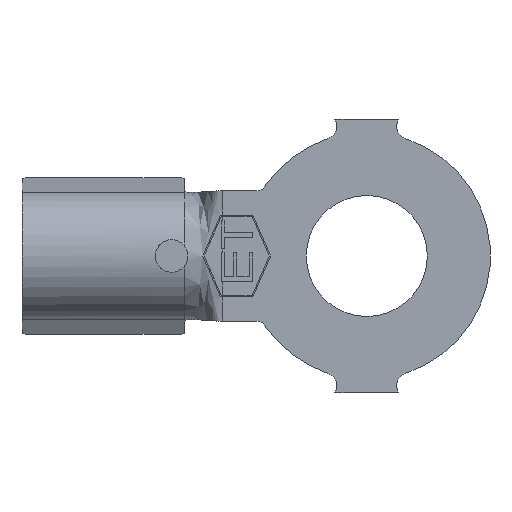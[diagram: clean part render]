
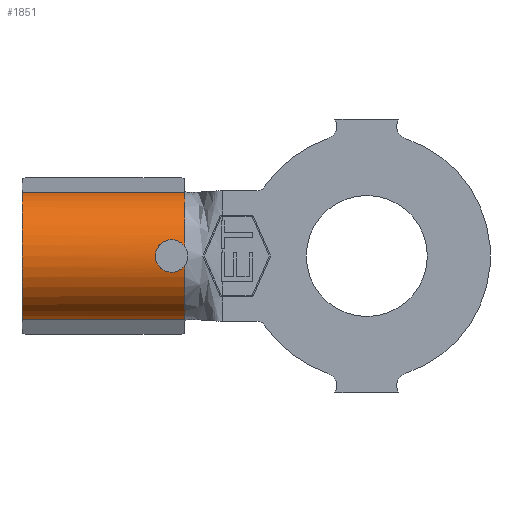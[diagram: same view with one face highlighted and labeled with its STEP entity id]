
A CAD part, front view. The second image highlights one B-rep face of the part: STEP entity #1851.
In plain terms, the highlighted cylindrical face has radius 1.27 mm (diameter 2.54 mm), a partial arc.
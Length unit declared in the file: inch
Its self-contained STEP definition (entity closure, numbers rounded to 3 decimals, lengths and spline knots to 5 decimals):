
#1 = ORIENTED_EDGE ( 'NONE', *, *, #755, .T. ) ;
#170 = CARTESIAN_POINT ( 'NONE',  ( -0.14, 0.00057, -0.0075 ) ) ;
#180 = CARTESIAN_POINT ( 'NONE',  ( -0.14233, 0.00104, -0.01061 ) ) ;
#255 = CARTESIAN_POINT ( 'NONE',  ( -0.1625, 0., 0.00327 ) ) ;
#269 = CARTESIAN_POINT ( 'NONE',  ( -0.14611, 0.00159, -0.0125 ) ) ;
#294 = CARTESIAN_POINT ( 'NONE',  ( -0.15, 0.00159, -0.0125 ) ) ;
#354 = FACE_OUTER_BOUND ( 'NONE', #1443, .T. ) ;
#357 = DIRECTION ( 'NONE',  ( 0., 0., -1. ) ) ;
#376 = CARTESIAN_POINT ( 'NONE',  ( -0.15, 0.00159, 0.0125 ) ) ;
#394 = CARTESIAN_POINT ( 'NONE',  ( -0.14612, 0.00159, 0.0125 ) ) ;
#395 = DIRECTION ( 'NONE',  ( 1., 0., 0. ) ) ;
#411 = EDGE_CURVE ( 'NONE', #3431, #3549, #579, .T. ) ;
#414 = CARTESIAN_POINT ( 'NONE',  ( -0.265, 0.05, 0. ) ) ;
#451 = B_SPLINE_CURVE_WITH_KNOTS ( 'NONE', 3,
 ( #3631, #1003, #683, #669, #255, #1456, #732, #3151, #3117, #2762 ),
 .UNSPECIFIED., .F., .F.,
 ( 4, 2, 2, 2, 4 ),
 ( 0.00029, 0.00054, 0.00079, 0.00104, 0.00129 ),
 .UNSPECIFIED. ) ;
#502 = CIRCLE ( 'NONE', #1887, 0.05 ) ;
#555 = CARTESIAN_POINT ( 'NONE',  ( -0.14, 0.00057, 0.0075 ) ) ;
#579 = B_SPLINE_CURVE_WITH_KNOTS ( 'NONE', 3,
 ( #555, #712, #394, #376 ),
 .UNSPECIFIED., .F., .F.,
 ( 4, 4 ),
 ( 0., 0.00029 ),
 .UNSPECIFIED. ) ;
#595 = DIRECTION ( 'NONE',  ( 0., 0., -1. ) ) ;
#608 = EDGE_CURVE ( 'NONE', #3264, #1625, #2149, .T. ) ;
#669 = CARTESIAN_POINT ( 'NONE',  ( -0.16115, 0.00037, 0.00652 ) ) ;
#683 = CARTESIAN_POINT ( 'NONE',  ( -0.15653, 0.0012, 0.01115 ) ) ;
#712 = CARTESIAN_POINT ( 'NONE',  ( -0.14234, 0.00104, 0.01061 ) ) ;
#722 = EDGE_CURVE ( 'NONE', #1625, #2476, #502, .T. ) ;
#732 = CARTESIAN_POINT ( 'NONE',  ( -0.16115, 0.00037, -0.00653 ) ) ;
#755 = EDGE_CURVE ( 'NONE', #3774, #1885, #2082, .T. ) ;
#888 = DIRECTION ( 'NONE',  ( 1., 0., 0. ) ) ;
#900 = DIRECTION ( 'NONE',  ( 1., 0., 0. ) ) ;
#907 = CARTESIAN_POINT ( 'NONE',  ( -0.14, 0.05, 0. ) ) ;
#1003 = CARTESIAN_POINT ( 'NONE',  ( -0.15328, 0.00159, 0.0125 ) ) ;
#1040 = DIRECTION ( 'NONE',  ( 0., 0., -1. ) ) ;
#1083 = AXIS2_PLACEMENT_3D ( 'NONE', #414, #395, #357 ) ;
#1100 = ORIENTED_EDGE ( 'NONE', *, *, #1190, .T. ) ;
#1120 = AXIS2_PLACEMENT_3D ( 'NONE', #2626, #2585, #2572 ) ;
#1131 = EDGE_CURVE ( 'NONE', #3774, #2022, #2754, .T. ) ;
#1148 = DIRECTION ( 'NONE',  ( 1., 0., 0. ) ) ;
#1178 = CARTESIAN_POINT ( 'NONE',  ( -0.14, 0.05, 0. ) ) ;
#1190 = EDGE_CURVE ( 'NONE', #1885, #2476, #1729, .T. ) ;
#1201 = CYLINDRICAL_SURFACE ( 'NONE', #1083, 0.05 ) ;
#1221 = ORIENTED_EDGE ( 'NONE', *, *, #722, .F. ) ;
#1285 = EDGE_CURVE ( 'NONE', #3549, #3264, #451, .T. ) ;
#1441 = CARTESIAN_POINT ( 'NONE',  ( -0.15, 0.00159, 0.0125 ) ) ;
#1443 = EDGE_LOOP ( 'NONE', ( #3924, #2381, #4026, #1, #1100, #1221, #3886, #2432 ) ) ;
#1456 = CARTESIAN_POINT ( 'NONE',  ( -0.1625, 0., -0.00327 ) ) ;
#1465 = CARTESIAN_POINT ( 'NONE',  ( -0.265, 0.03898, 0.04877 ) ) ;
#1625 = VERTEX_POINT ( 'NONE', #2852 ) ;
#1729 = LINE ( 'NONE', #2965, #3316 ) ;
#1851 = ADVANCED_FACE ( 'NONE', ( #354 ), #1201, .T. ) ;
#1885 = VERTEX_POINT ( 'NONE', #2616 ) ;
#1887 = AXIS2_PLACEMENT_3D ( 'NONE', #907, #888, #595 ) ;
#1896 = DIRECTION ( 'NONE',  ( 1., 0., 0. ) ) ;
#2009 = CARTESIAN_POINT ( 'NONE',  ( -0.14, 0.00057, 0.0075 ) ) ;
#2022 = VERTEX_POINT ( 'NONE', #2220 ) ;
#2082 = CIRCLE ( 'NONE', #1120, 0.05 ) ;
#2149 = B_SPLINE_CURVE_WITH_KNOTS ( 'NONE', 3,
 ( #294, #269, #180, #170 ),
 .UNSPECIFIED., .F., .F.,
 ( 4, 4 ),
 ( 0.00129, 0.00159 ),
 .UNSPECIFIED. ) ;
#2220 = CARTESIAN_POINT ( 'NONE',  ( -0.14, 0.03898, 0.04877 ) ) ;
#2282 = AXIS2_PLACEMENT_3D ( 'NONE', #1178, #1148, #1040 ) ;
#2381 = ORIENTED_EDGE ( 'NONE', *, *, #3783, .F. ) ;
#2432 = ORIENTED_EDGE ( 'NONE', *, *, #1285, .F. ) ;
#2476 = VERTEX_POINT ( 'NONE', #3838 ) ;
#2572 = DIRECTION ( 'NONE',  ( 0., 0., -1. ) ) ;
#2585 = DIRECTION ( 'NONE',  ( 1., 0., 0. ) ) ;
#2616 = CARTESIAN_POINT ( 'NONE',  ( -0.265, 0.03898, -0.04877 ) ) ;
#2626 = CARTESIAN_POINT ( 'NONE',  ( -0.265, 0.05, 0. ) ) ;
#2754 = LINE ( 'NONE', #1465, #3773 ) ;
#2762 = CARTESIAN_POINT ( 'NONE',  ( -0.15, 0.00159, -0.0125 ) ) ;
#2850 = CIRCLE ( 'NONE', #2282, 0.05 ) ;
#2852 = CARTESIAN_POINT ( 'NONE',  ( -0.14, 0.00057, -0.0075 ) ) ;
#2965 = CARTESIAN_POINT ( 'NONE',  ( -0.265, 0.03898, -0.04877 ) ) ;
#2971 = CARTESIAN_POINT ( 'NONE',  ( -0.265, 0.03898, 0.04877 ) ) ;
#2986 = CARTESIAN_POINT ( 'NONE',  ( -0.15, 0.00159, -0.0125 ) ) ;
#3117 = CARTESIAN_POINT ( 'NONE',  ( -0.15329, 0.00159, -0.0125 ) ) ;
#3151 = CARTESIAN_POINT ( 'NONE',  ( -0.15653, 0.0012, -0.01115 ) ) ;
#3264 = VERTEX_POINT ( 'NONE', #2986 ) ;
#3316 = VECTOR ( 'NONE', #1896, 39.37008 ) ;
#3431 = VERTEX_POINT ( 'NONE', #2009 ) ;
#3549 = VERTEX_POINT ( 'NONE', #1441 ) ;
#3631 = CARTESIAN_POINT ( 'NONE',  ( -0.15, 0.00159, 0.0125 ) ) ;
#3773 = VECTOR ( 'NONE', #900, 39.37008 ) ;
#3774 = VERTEX_POINT ( 'NONE', #2971 ) ;
#3783 = EDGE_CURVE ( 'NONE', #2022, #3431, #2850, .T. ) ;
#3838 = CARTESIAN_POINT ( 'NONE',  ( -0.14, 0.03898, -0.04877 ) ) ;
#3886 = ORIENTED_EDGE ( 'NONE', *, *, #608, .F. ) ;
#3924 = ORIENTED_EDGE ( 'NONE', *, *, #411, .F. ) ;
#4026 = ORIENTED_EDGE ( 'NONE', *, *, #1131, .F. ) ;
